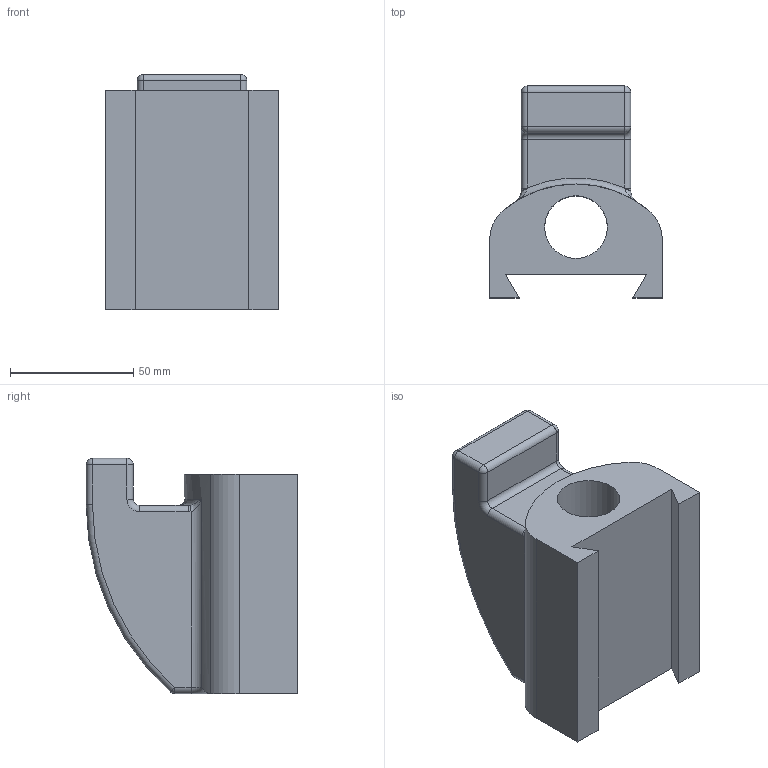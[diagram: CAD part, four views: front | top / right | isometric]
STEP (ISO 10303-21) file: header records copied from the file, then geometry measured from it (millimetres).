
FILE_DESCRIPTION(/* description */ (''),/* implementation_level */ '2;1');
FILE_NAME(/* name */ 'sliding_stop',/* time_stamp */ '1999-06-17T17:20:52-04:00',/* author */ ('PC User'),/* organization */ ('3D/EYE, Inc.'),/* preprocessor_version */ 'ST-DEVELOPER 1.6',/* originating_system */ 'IronCAD2.0',/* authorisation */ '');
FILE_SCHEMA (('CONFIG_CONTROL_DESIGN'));
Products named in the file (1): 1
Bounding box: 69.85 x 85.72 x 95.25 mm (x, y, z)
Volume: 285697.1 mm3; surface area: 41701.4 mm2
Topology: 1 solids, 1 shells, 53 faces, 130 edges, 71 vertices
Faces by surface type: cylinder 21, plane 15, torus 7, sphere 6, bspline 4
Full cylindrical faces by diameter (mm): 25.4 x1
Entity records: 2205 total; most frequent: CARTESIAN_POINT 784, ORIENTED_EDGE 242, DIRECTION 226, EDGE_CURVE 121, INTERSECTION_CURVE 121, AXIS2_PLACEMENT_3D 101, VERTEX_POINT 71, LINE 58
